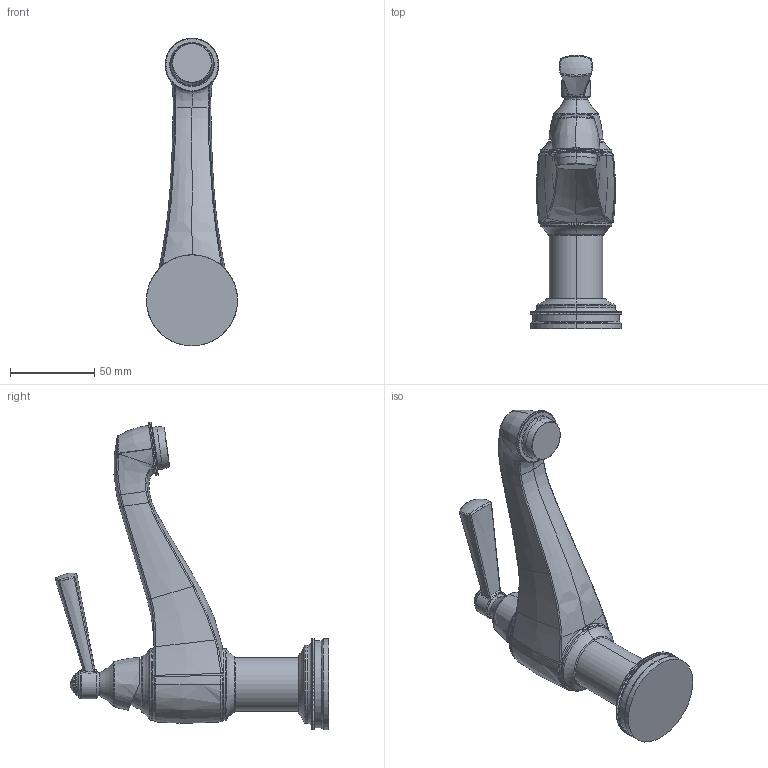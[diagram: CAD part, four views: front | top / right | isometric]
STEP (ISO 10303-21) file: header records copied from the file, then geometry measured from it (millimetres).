
FILE_DESCRIPTION((''),'2;1');
FILE_NAME('1623_SW0001','2021-02-12T12:35:18',('rsmith'),(''),'CREO PARAMETRIC BY PTC INC, 2018400','CREO PARAMETRIC BY PTC INC, 2018400','');
FILE_SCHEMA(('AUTOMOTIVE_DESIGN { 1 0 10303 214 1 1 1 1 }'));
Products named in the file (1): 1623_SW0001
Bounding box: 54.1 x 162.44 x 182.85 mm (x, y, z)
Volume: 267971.3 mm3; surface area: 41533.9 mm2
Topology: 2 solids, 2 shells, 1107 faces, 3105 edges, 2011 vertices
Faces by surface type: plane 579, cylinder 303, bspline 154, torus 53, sphere 11, cone 6, revolution 1
Entity records: 57808 total; most frequent: CARTESIAN_POINT 13179, ORIENTED_EDGE 6206, DIRECTION 5568, PRESENTATION_STYLE_ASSIGNMENT 3959, STYLED_ITEM 3106, CURVE_STYLE 3104, EDGE_CURVE 3103, VERTEX_POINT 2011
